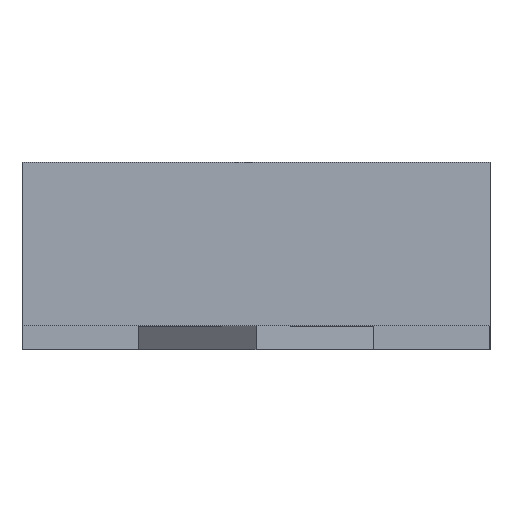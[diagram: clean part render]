
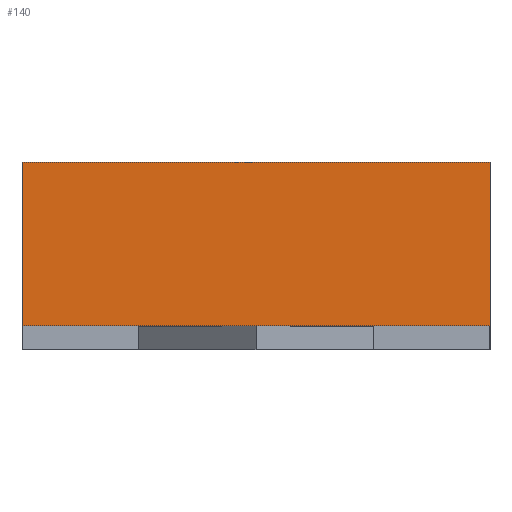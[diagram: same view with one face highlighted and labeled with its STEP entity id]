
A CAD part, top view. The second image highlights one B-rep face of the part: STEP entity #140.
In plain terms, the highlighted planar face has unit normal (0, 0, 1).
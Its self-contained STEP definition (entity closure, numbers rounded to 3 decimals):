
#111 = DIRECTION ( 'NONE',  ( 0., 0., 1. ) ) ;
#118 = EDGE_CURVE ( 'NONE', #2115, #824, #619, .T. ) ;
#140 = ADVANCED_FACE ( 'NONE', ( #697 ), #651, .T. ) ;
#234 = CARTESIAN_POINT ( 'NONE',  ( -0.5, 0.05, 0.5 ) ) ;
#307 = DIRECTION ( 'NONE',  ( 1., 0., 0. ) ) ;
#312 = ORIENTED_EDGE ( 'NONE', *, *, #118, .F. ) ;
#321 = EDGE_LOOP ( 'NONE', ( #635, #312, #1689, #432 ) ) ;
#350 = VECTOR ( 'NONE', #631, 1000. ) ;
#394 = VERTEX_POINT ( 'NONE', #1807 ) ;
#397 = CARTESIAN_POINT ( 'NONE',  ( 0.5, 0.05, 0.5 ) ) ;
#426 = CARTESIAN_POINT ( 'NONE',  ( 0.5, 0.4, 0.5 ) ) ;
#432 = ORIENTED_EDGE ( 'NONE', *, *, #618, .T. ) ;
#480 = AXIS2_PLACEMENT_3D ( 'NONE', #2229, #111, #307 ) ;
#490 = LINE ( 'NONE', #2112, #1309 ) ;
#546 = LINE ( 'NONE', #1690, #1678 ) ;
#605 = EDGE_CURVE ( 'NONE', #2115, #394, #1923, .T. ) ;
#618 = EDGE_CURVE ( 'NONE', #394, #930, #546, .T. ) ;
#619 = LINE ( 'NONE', #1530, #350 ) ;
#631 = DIRECTION ( 'NONE',  ( 0., -1., 0. ) ) ;
#635 = ORIENTED_EDGE ( 'NONE', *, *, #781, .F. ) ;
#651 = PLANE ( 'NONE',  #480 ) ;
#697 = FACE_OUTER_BOUND ( 'NONE', #321, .T. ) ;
#781 = EDGE_CURVE ( 'NONE', #824, #930, #490, .T. ) ;
#824 = VERTEX_POINT ( 'NONE', #397 ) ;
#930 = VERTEX_POINT ( 'NONE', #234 ) ;
#989 = DIRECTION ( 'NONE',  ( -1., 0., 0. ) ) ;
#1167 = VECTOR ( 'NONE', #989, 1000. ) ;
#1309 = VECTOR ( 'NONE', #1410, 1000. ) ;
#1410 = DIRECTION ( 'NONE',  ( -1., 0., 0. ) ) ;
#1530 = CARTESIAN_POINT ( 'NONE',  ( 0.5, 0.4, 0.5 ) ) ;
#1675 = DIRECTION ( 'NONE',  ( 0., -1., 0. ) ) ;
#1678 = VECTOR ( 'NONE', #1675, 1000. ) ;
#1682 = CARTESIAN_POINT ( 'NONE',  ( 0.5, 0.4, 0.5 ) ) ;
#1689 = ORIENTED_EDGE ( 'NONE', *, *, #605, .T. ) ;
#1690 = CARTESIAN_POINT ( 'NONE',  ( -0.5, 0.4, 0.5 ) ) ;
#1807 = CARTESIAN_POINT ( 'NONE',  ( -0.5, 0.4, 0.5 ) ) ;
#1923 = LINE ( 'NONE', #1682, #1167 ) ;
#2112 = CARTESIAN_POINT ( 'NONE',  ( 0.5, 0.05, 0.5 ) ) ;
#2115 = VERTEX_POINT ( 'NONE', #426 ) ;
#2229 = CARTESIAN_POINT ( 'NONE',  ( 0.5, 0.4, 0.5 ) ) ;
